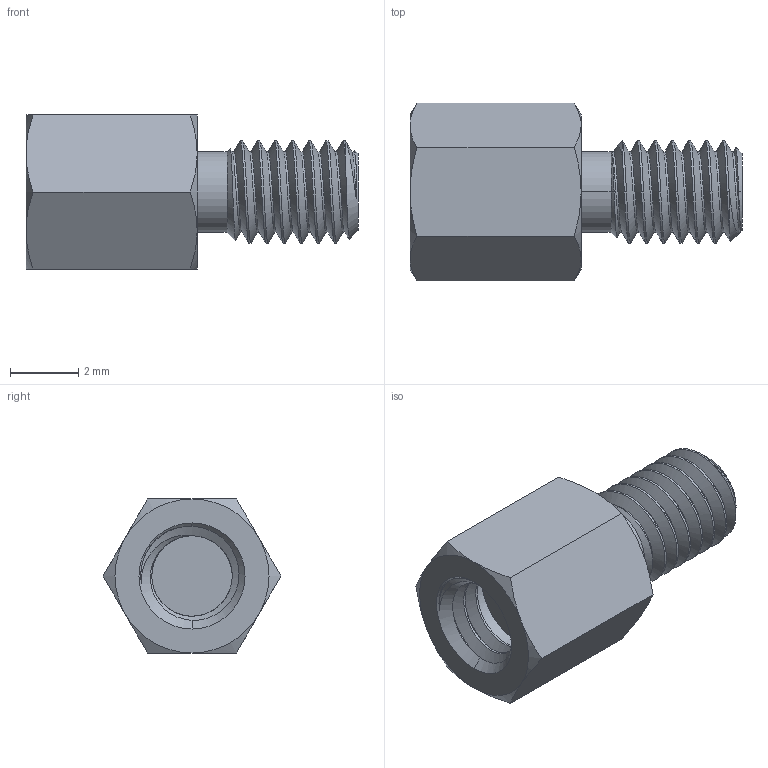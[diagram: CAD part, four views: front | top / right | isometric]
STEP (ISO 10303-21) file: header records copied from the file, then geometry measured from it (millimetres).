
FILE_DESCRIPTION (( 'STEP AP203' ), '1' );
FILE_NAME ('95783A051_Nylon 6 6 Male-Female Threaded Hex Standoff.STEP', '2021-07-10T01:27:16', ( 'Administrator' ), ( 'Managed by Terraform' ), 'SwSTEP 2.0', 'SolidWorks 2017', '' );
FILE_SCHEMA (( 'CONFIG_CONTROL_DESIGN' ));
Length unit declared in the file: millimetre
Products named in the file (1): 95783A051_Nylon 6 6 Male-Female Threaded Hex Standoff
Bounding box: 9.7 x 5.2 x 4.5 mm (x, y, z)
Volume: 101.9 mm3; surface area: 197 mm2
Topology: 1 solids, 1 shells, 60 faces, 152 edges, 96 vertices
Faces by surface type: cylinder 24, cone 19, plane 11, bspline 6
Entity records: 3487 total; most frequent: CARTESIAN_POINT 2199, ORIENTED_EDGE 304, DIRECTION 197, EDGE_CURVE 152, VERTEX_POINT 96, AXIS2_PLACEMENT_3D 81, EDGE_LOOP 62, FACE_OUTER_BOUND 60
